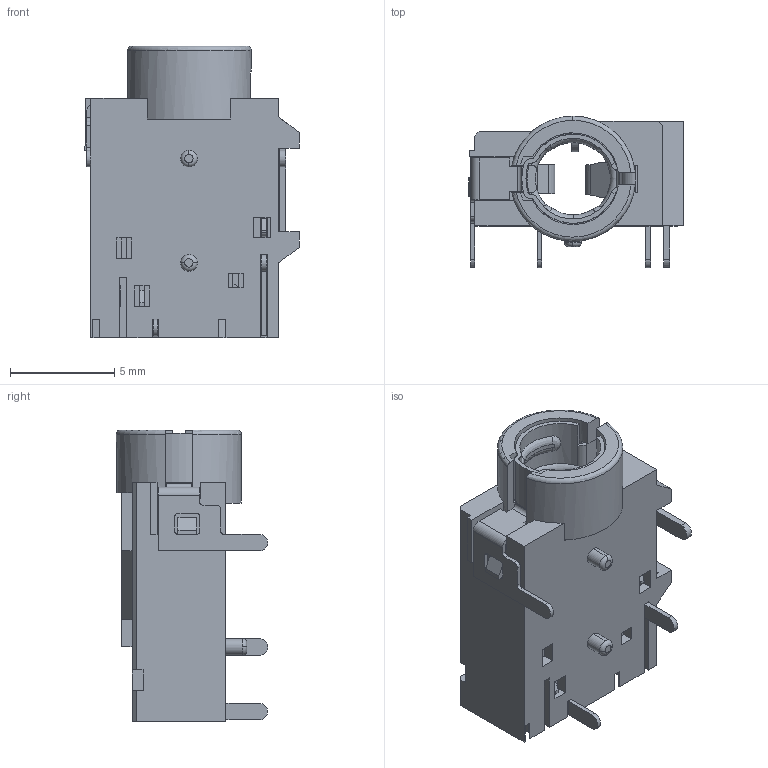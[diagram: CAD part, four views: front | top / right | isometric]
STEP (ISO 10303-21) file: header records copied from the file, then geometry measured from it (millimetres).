
FILE_DESCRIPTION (( 'STEP AP214' ), '1' );
FILE_NAME ('Same_Sky_SJ3-35094A.step', '2024-10-01T21:04:57', ( '' ), ( '' ), 'SwSTEP 2.0', 'SolidWorks 2024', '' );
FILE_SCHEMA (( 'AUTOMOTIVE_DESIGN' ));
Length unit declared in the file: inch
Products named in the file (1): Same_Sky_SJ3-35094A
Bounding box: 10.3 x 7.25 x 14 mm (x, y, z)
Volume: 301 mm3; surface area: 1224 mm2
Topology: 6 solids, 6 shells, 577 faces, 1652 edges, 1077 vertices
Faces by surface type: plane 385, cylinder 130, bspline 27, torus 27, sphere 8
Entity records: 20201 total; most frequent: CARTESIAN_POINT 5126, ORIENTED_EDGE 3272, DIRECTION 2936, EDGE_CURVE 1636, LINE 1218, VECTOR 1218, VERTEX_POINT 1067, AXIS2_PLACEMENT_3D 859
